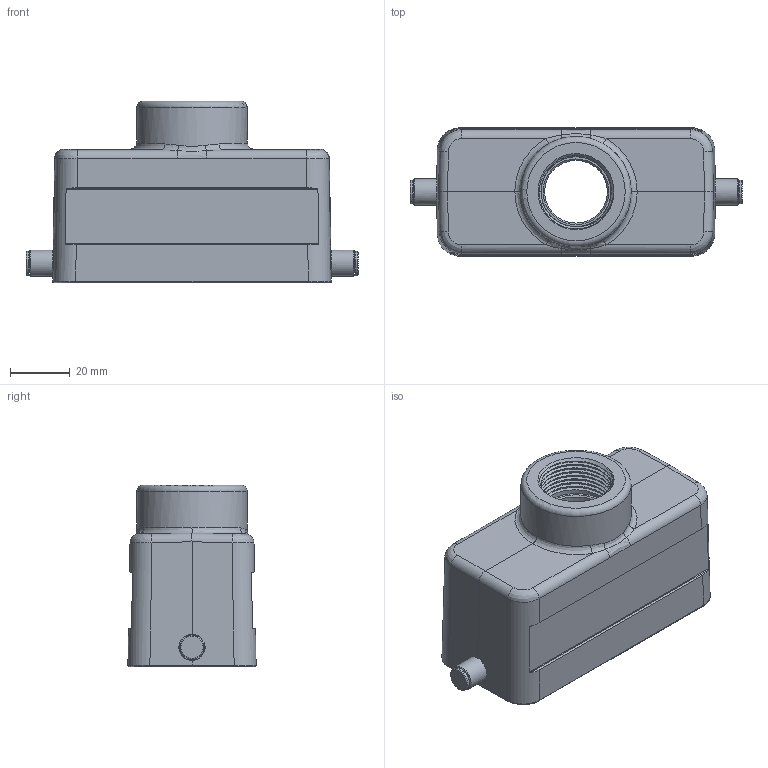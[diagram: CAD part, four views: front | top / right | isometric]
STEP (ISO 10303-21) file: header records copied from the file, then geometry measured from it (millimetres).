
FILE_DESCRIPTION(/* description */ (''),/* implementation_level */ '2;1');
FILE_NAME(/* name */ 'H16B-TE-2B-XXX.stp',/* time_stamp */ '2022-08-12T09:54:57+08:00',/* author */ (''),/* organization */ (''),/* preprocessor_version */ 'ST-DEVELOPER v16',/* originating_system */ 'SIEMENS PLM Software NX 10.0',/* authorisation */ '');
FILE_SCHEMA (('AUTOMOTIVE_DESIGN { 1 0 10303 214 3 1 1 1 }'));
Length unit declared in the file: millimetre
Products named in the file (1): Admi11682A00h7ht
Bounding box: 111.26 x 42.97 x 60.8 mm (x, y, z)
Volume: 59665 mm3; surface area: 32944.3 mm2
Topology: 1 solids, 1 shells, 242 faces, 591 edges, 356 vertices
Faces by surface type: cylinder 96, plane 66, bspline 38, cone 21, torus 13, sphere 4, revolution 4
Full cylindrical faces by diameter (mm): 3 x2, 3.482 x4, 5 x2, 5.05 x2, 8 x2, 8.8 x2, 21 x1, 23.5 x8, 36.999 x1
Entity records: 9246 total; most frequent: CARTESIAN_POINT 4295, ORIENTED_EDGE 1008, DIRECTION 992, EDGE_CURVE 504, AXIS2_PLACEMENT_3D 398, VERTEX_POINT 328, EDGE_LOOP 294, ADVANCED_FACE 233
